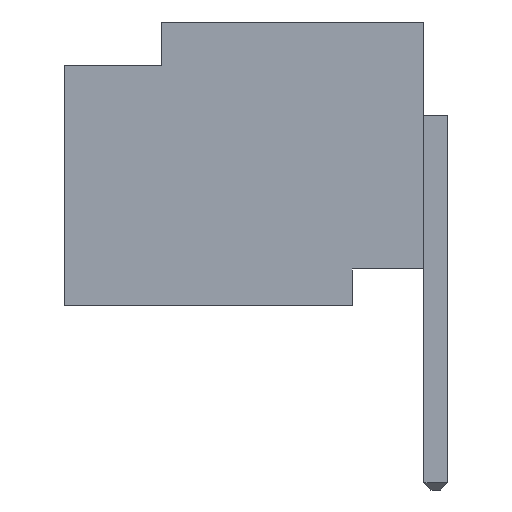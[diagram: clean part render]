
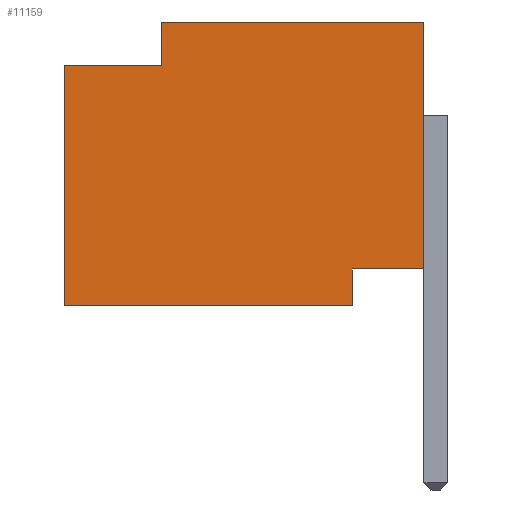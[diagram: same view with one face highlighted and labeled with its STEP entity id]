
A CAD part, left-side view. The second image highlights one B-rep face of the part: STEP entity #11159.
In plain terms, the highlighted planar face has unit normal (-1, 0, 0).
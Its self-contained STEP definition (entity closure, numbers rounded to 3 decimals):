
#646=ORIENTED_EDGE('',*,*,#2808,.T.);
#647=ORIENTED_EDGE('',*,*,#2894,.T.);
#648=ORIENTED_EDGE('',*,*,#2912,.T.);
#649=ORIENTED_EDGE('',*,*,#2913,.F.);
#650=ORIENTED_EDGE('',*,*,#2797,.F.);
#651=ORIENTED_EDGE('',*,*,#2905,.F.);
#652=ORIENTED_EDGE('',*,*,#2914,.F.);
#653=ORIENTED_EDGE('',*,*,#2915,.T.);
#2797=EDGE_CURVE('',#3935,#3936,#4659,.T.);
#2808=EDGE_CURVE('',#3946,#3945,#4670,.T.);
#2894=EDGE_CURVE('',#3945,#4027,#4756,.T.);
#2905=EDGE_CURVE('',#4035,#3935,#4767,.T.);
#2912=EDGE_CURVE('',#4027,#4040,#4774,.T.);
#2913=EDGE_CURVE('',#3936,#4040,#4775,.T.);
#2914=EDGE_CURVE('',#4041,#4035,#4776,.T.);
#2915=EDGE_CURVE('',#4041,#3946,#4777,.T.);
#3935=VERTEX_POINT('',#14225);
#3936=VERTEX_POINT('',#14227);
#3945=VERTEX_POINT('',#14248);
#3946=VERTEX_POINT('',#14250);
#4027=VERTEX_POINT('',#14419);
#4035=VERTEX_POINT('',#14441);
#4040=VERTEX_POINT('',#14456);
#4041=VERTEX_POINT('',#14459);
#4659=LINE('',#14226,#5533);
#4670=LINE('',#14249,#5544);
#4756=LINE('',#14420,#5630);
#4767=LINE('',#14442,#5641);
#4774=LINE('',#14455,#5648);
#4775=LINE('',#14457,#5649);
#4776=LINE('',#14458,#5650);
#4777=LINE('',#14460,#5651);
#5533=VECTOR('',#12312,1000.);
#5544=VECTOR('',#12327,1000.);
#5630=VECTOR('',#12419,1000.);
#5641=VECTOR('',#12436,1000.);
#5648=VECTOR('',#12447,1000.);
#5649=VECTOR('',#12448,1000.);
#5650=VECTOR('',#12449,1000.);
#5651=VECTOR('',#12450,1000.);
#6282=EDGE_LOOP('',(#646,#647,#648,#649,#650,#651,#652,#653));
#6810=FACE_BOUND('',#6282,.T.);
#7324=PLANE('',#11668);
#11159=ADVANCED_FACE('',(#6810),#7324,.T.);
#11668=AXIS2_PLACEMENT_3D('',#14454,#12445,#12446);
#12312=DIRECTION('',(0.,-1.,0.));
#12327=DIRECTION('',(0.,-1.,0.));
#12419=DIRECTION('',(0.,0.,1.));
#12436=DIRECTION('',(0.,0.,1.));
#12445=DIRECTION('',(-1.,0.,0.));
#12446=DIRECTION('',(0.,1.,0.));
#12447=DIRECTION('',(0.,-1.,0.));
#12448=DIRECTION('',(0.,0.,-1.));
#12449=DIRECTION('',(0.,-1.,0.));
#12450=DIRECTION('',(0.,0.,-1.));
#14225=CARTESIAN_POINT('',(-9.623,3.073,3.327));
#14226=CARTESIAN_POINT('',(-9.623,1.27,3.327));
#14227=CARTESIAN_POINT('',(-9.623,0.,3.327));
#14248=CARTESIAN_POINT('',(-9.623,0.838,0.));
#14249=CARTESIAN_POINT('',(-9.623,1.27,0.));
#14250=CARTESIAN_POINT('',(-9.623,4.216,0.));
#14419=CARTESIAN_POINT('',(-9.623,0.838,0.432));
#14420=CARTESIAN_POINT('',(-9.623,0.838,0.));
#14441=CARTESIAN_POINT('',(-9.623,3.073,2.819));
#14442=CARTESIAN_POINT('',(-9.623,3.073,2.819));
#14454=CARTESIAN_POINT('',(-9.623,1.27,3.327));
#14455=CARTESIAN_POINT('',(-9.623,0.838,0.432));
#14456=CARTESIAN_POINT('',(-9.623,0.,0.432));
#14457=CARTESIAN_POINT('',(-9.623,0.,3.327));
#14458=CARTESIAN_POINT('',(-9.623,4.216,2.819));
#14459=CARTESIAN_POINT('',(-9.623,4.216,2.819));
#14460=CARTESIAN_POINT('',(-9.623,4.216,3.327));
